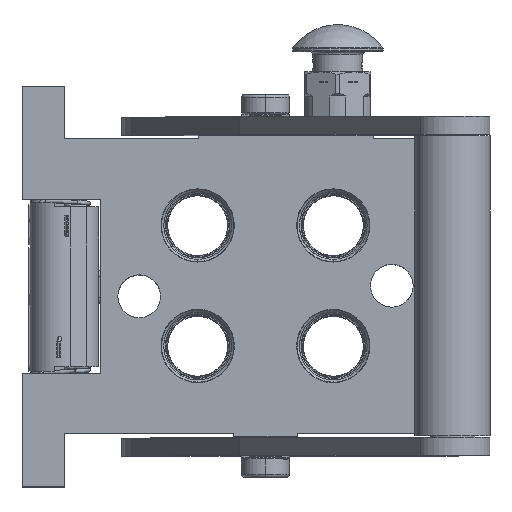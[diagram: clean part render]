
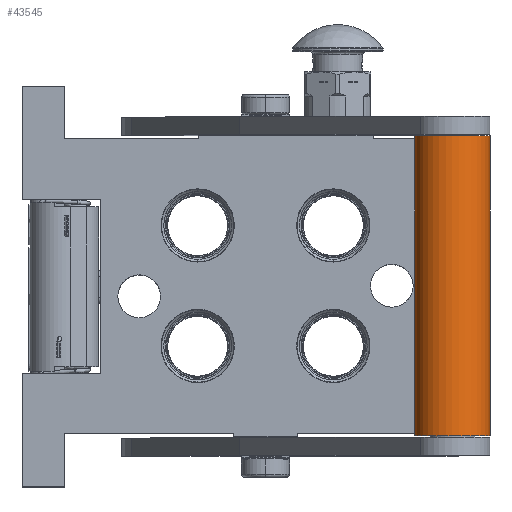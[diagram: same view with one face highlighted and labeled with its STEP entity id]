
A CAD part, top view. The second image highlights one B-rep face of the part: STEP entity #43545.
In plain terms, the highlighted cylindrical face has radius 12.5 mm (diameter 25 mm), a partial arc.
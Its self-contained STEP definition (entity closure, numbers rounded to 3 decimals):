
#2897 = ORIENTED_EDGE ( 'NONE', *, *, #75543, .F. ) ;
#7665 = AXIS2_PLACEMENT_3D ( 'NONE', #20866, #99967, #36462 ) ;
#8441 = DIRECTION ( 'NONE',  ( 0., 0., -1. ) ) ;
#9188 = VECTOR ( 'NONE', #35374, 1000. ) ;
#11289 = CARTESIAN_POINT ( 'NONE',  ( 4.5, 0., 12.5 ) ) ;
#19713 = CARTESIAN_POINT ( 'NONE',  ( 4.5, 0., -12.5 ) ) ;
#20046 = CARTESIAN_POINT ( 'NONE',  ( 104., 0., 12.5 ) ) ;
#20866 = CARTESIAN_POINT ( 'NONE',  ( 104., 0., 0. ) ) ;
#22150 = AXIS2_PLACEMENT_3D ( 'NONE', #53746, #72953, #62117 ) ;
#26259 = DIRECTION ( 'NONE',  ( -1., 0., 0. ) ) ;
#28002 = ORIENTED_EDGE ( 'NONE', *, *, #100739, .T. ) ;
#35374 = DIRECTION ( 'NONE',  ( -1., 0., 0. ) ) ;
#36462 = DIRECTION ( 'NONE',  ( 0., 0., -1. ) ) ;
#36503 = ORIENTED_EDGE ( 'NONE', *, *, #78645, .F. ) ;
#36816 = EDGE_CURVE ( 'NONE', #53094, #58004, #73605, .T. ) ;
#39039 = CARTESIAN_POINT ( 'NONE',  ( 104., 0., -12.5 ) ) ;
#43545 = ADVANCED_FACE ( 'NONE', ( #96482 ), #100163, .T. ) ;
#53094 = VERTEX_POINT ( 'NONE', #79951 ) ;
#53746 = CARTESIAN_POINT ( 'NONE',  ( -5.425, 0., 0. ) ) ;
#55135 = DIRECTION ( 'NONE',  ( -1., 0., 0. ) ) ;
#56814 = VERTEX_POINT ( 'NONE', #39039 ) ;
#58004 = VERTEX_POINT ( 'NONE', #11289 ) ;
#58760 = CIRCLE ( 'NONE', #76003, 12.5 ) ;
#58824 = CARTESIAN_POINT ( 'NONE',  ( 104., 0., -12.5 ) ) ;
#61200 = LINE ( 'NONE', #58824, #9188 ) ;
#62117 = DIRECTION ( 'NONE',  ( 0., 0., 1. ) ) ;
#65761 = VERTEX_POINT ( 'NONE', #19713 ) ;
#68636 = EDGE_LOOP ( 'NONE', ( #28002, #81878, #36503, #2897 ) ) ;
#72953 = DIRECTION ( 'NONE',  ( -1., 0., 0. ) ) ;
#73605 = LINE ( 'NONE', #20046, #87150 ) ;
#75543 = EDGE_CURVE ( 'NONE', #56814, #65761, #61200, .T. ) ;
#76003 = AXIS2_PLACEMENT_3D ( 'NONE', #84867, #55135, #8441 ) ;
#78645 = EDGE_CURVE ( 'NONE', #65761, #58004, #58760, .T. ) ;
#79951 = CARTESIAN_POINT ( 'NONE',  ( 104., 0., 12.5 ) ) ;
#81878 = ORIENTED_EDGE ( 'NONE', *, *, #36816, .T. ) ;
#84867 = CARTESIAN_POINT ( 'NONE',  ( 4.5, 0., 0. ) ) ;
#87150 = VECTOR ( 'NONE', #26259, 1000. ) ;
#89184 = CIRCLE ( 'NONE', #7665, 12.5 ) ;
#96482 = FACE_OUTER_BOUND ( 'NONE', #68636, .T. ) ;
#99967 = DIRECTION ( 'NONE',  ( -1., 0., 0. ) ) ;
#100163 = CYLINDRICAL_SURFACE ( 'NONE', #22150, 12.5 ) ;
#100739 = EDGE_CURVE ( 'NONE', #56814, #53094, #89184, .T. ) ;
